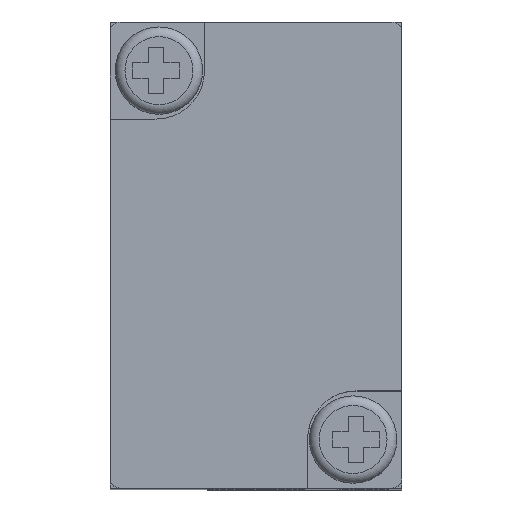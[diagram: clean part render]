
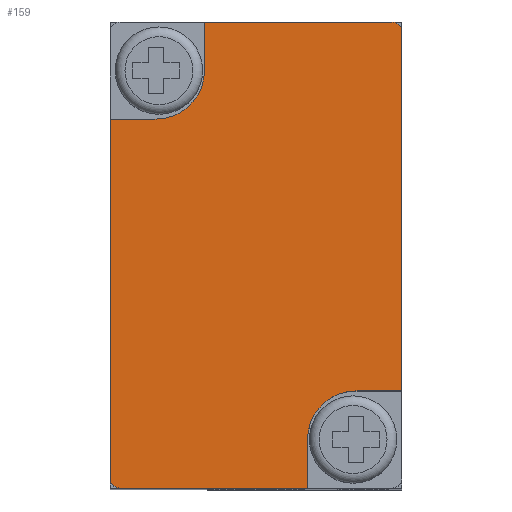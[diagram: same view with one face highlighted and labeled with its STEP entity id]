
A CAD part, top view. The second image highlights one B-rep face of the part: STEP entity #159.
In plain terms, the highlighted planar face has unit normal (0, 0, 1).
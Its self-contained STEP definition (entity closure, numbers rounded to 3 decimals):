
#159 = ADVANCED_FACE( '', ( #409 ), #410, .T. );
#409 = FACE_OUTER_BOUND( '', #721, .T. );
#410 = PLANE( '', #722 );
#721 = EDGE_LOOP( '', ( #1420, #1421, #1422, #1423, #1424, #1425, #1426, #1427, #1428, #1429, #1430, #1431 ) );
#722 = AXIS2_PLACEMENT_3D( '', #1432, #1433, #1434 );
#1420 = ORIENTED_EDGE( '', *, *, #2021, .T. );
#1421 = ORIENTED_EDGE( '', *, *, #2022, .T. );
#1422 = ORIENTED_EDGE( '', *, *, #2023, .T. );
#1423 = ORIENTED_EDGE( '', *, *, #2024, .T. );
#1424 = ORIENTED_EDGE( '', *, *, #2025, .T. );
#1425 = ORIENTED_EDGE( '', *, *, #2026, .F. );
#1426 = ORIENTED_EDGE( '', *, *, #2027, .T. );
#1427 = ORIENTED_EDGE( '', *, *, #2028, .T. );
#1428 = ORIENTED_EDGE( '', *, *, #2029, .T. );
#1429 = ORIENTED_EDGE( '', *, *, #2030, .T. );
#1430 = ORIENTED_EDGE( '', *, *, #2031, .T. );
#1431 = ORIENTED_EDGE( '', *, *, #2032, .F. );
#1432 = CARTESIAN_POINT( '', ( -7., -11.5, 0. ) );
#1433 = DIRECTION( '', ( 0., 0., 1. ) );
#1434 = DIRECTION( '', ( 1., 0., 0. ) );
#2021 = EDGE_CURVE( '', #2484, #2485, #2486, .T. );
#2022 = EDGE_CURVE( '', #2485, #2487, #2488, .T. );
#2023 = EDGE_CURVE( '', #2487, #2489, #2490, .T. );
#2024 = EDGE_CURVE( '', #2489, #2491, #2492, .T. );
#2025 = EDGE_CURVE( '', #2491, #2493, #2494, .T. );
#2026 = EDGE_CURVE( '', #2495, #2493, #2496, .T. );
#2027 = EDGE_CURVE( '', #2495, #2497, #2498, .T. );
#2028 = EDGE_CURVE( '', #2497, #2499, #2500, .T. );
#2029 = EDGE_CURVE( '', #2499, #2501, #2502, .T. );
#2030 = EDGE_CURVE( '', #2501, #2503, #2504, .T. );
#2031 = EDGE_CURVE( '', #2503, #2505, #2506, .T. );
#2032 = EDGE_CURVE( '', #2484, #2505, #2507, .T. );
#2484 = VERTEX_POINT( '', #3147 );
#2485 = VERTEX_POINT( '', #3148 );
#2486 = LINE( '', #3149, #3150 );
#2487 = VERTEX_POINT( '', #3151 );
#2488 = LINE( '', #3152, #3153 );
#2489 = VERTEX_POINT( '', #3154 );
#2490 = CIRCLE( '', #3155, 0.5 );
#2491 = VERTEX_POINT( '', #3156 );
#2492 = LINE( '', #3157, #3158 );
#2493 = VERTEX_POINT( '', #3159 );
#2494 = LINE( '', #3160, #3161 );
#2495 = VERTEX_POINT( '', #3162 );
#2496 = CIRCLE( '', #3163, 2.5 );
#2497 = VERTEX_POINT( '', #3164 );
#2498 = LINE( '', #3165, #3166 );
#2499 = VERTEX_POINT( '', #3167 );
#2500 = LINE( '', #3168, #3169 );
#2501 = VERTEX_POINT( '', #3170 );
#2502 = CIRCLE( '', #3171, 0.5 );
#2503 = VERTEX_POINT( '', #3172 );
#2504 = LINE( '', #3173, #3174 );
#2505 = VERTEX_POINT( '', #3175 );
#2506 = LINE( '', #3176, #3177 );
#2507 = CIRCLE( '', #3178, 2.5 );
#3147 = CARTESIAN_POINT( '', ( -5.15, 7., 0. ) );
#3148 = CARTESIAN_POINT( '', ( -7.5, 7., 0. ) );
#3149 = CARTESIAN_POINT( '', ( -5.15, 7., 0. ) );
#3150 = VECTOR( '', #3673, 1000. );
#3151 = CARTESIAN_POINT( '', ( -7.5, -11.5, 0. ) );
#3152 = CARTESIAN_POINT( '', ( -7.5, 7., 0. ) );
#3153 = VECTOR( '', #3674, 1000. );
#3154 = CARTESIAN_POINT( '', ( -7., -12., 0. ) );
#3155 = AXIS2_PLACEMENT_3D( '', #3675, #3676, #3677 );
#3156 = CARTESIAN_POINT( '', ( 2.65, -12., 0. ) );
#3157 = CARTESIAN_POINT( '', ( -7., -12., 0. ) );
#3158 = VECTOR( '', #3678, 1000. );
#3159 = CARTESIAN_POINT( '', ( 2.65, -9.5, 0. ) );
#3160 = CARTESIAN_POINT( '', ( 2.65, -12., 0. ) );
#3161 = VECTOR( '', #3679, 1000. );
#3162 = CARTESIAN_POINT( '', ( 5.15, -7., 0. ) );
#3163 = AXIS2_PLACEMENT_3D( '', #3680, #3681, #3682 );
#3164 = CARTESIAN_POINT( '', ( 7.5, -7., 0. ) );
#3165 = CARTESIAN_POINT( '', ( 5.15, -7., 0. ) );
#3166 = VECTOR( '', #3683, 1000. );
#3167 = CARTESIAN_POINT( '', ( 7.5, 11.5, 0. ) );
#3168 = CARTESIAN_POINT( '', ( 7.5, -7., 0. ) );
#3169 = VECTOR( '', #3684, 1000. );
#3170 = CARTESIAN_POINT( '', ( 7., 12., 0. ) );
#3171 = AXIS2_PLACEMENT_3D( '', #3685, #3686, #3687 );
#3172 = CARTESIAN_POINT( '', ( -2.65, 12., 0. ) );
#3173 = CARTESIAN_POINT( '', ( 7., 12., 0. ) );
#3174 = VECTOR( '', #3688, 1000. );
#3175 = CARTESIAN_POINT( '', ( -2.65, 9.5, 0. ) );
#3176 = CARTESIAN_POINT( '', ( -2.65, 12., 0. ) );
#3177 = VECTOR( '', #3689, 1000. );
#3178 = AXIS2_PLACEMENT_3D( '', #3690, #3691, #3692 );
#3673 = DIRECTION( '', ( -1., 0., 0. ) );
#3674 = DIRECTION( '', ( 0., -1., 0. ) );
#3675 = CARTESIAN_POINT( '', ( -7., -11.5, 0. ) );
#3676 = DIRECTION( '', ( 0., 0., 1. ) );
#3677 = DIRECTION( '', ( 1., 0., 0. ) );
#3678 = DIRECTION( '', ( 1., 0., 0. ) );
#3679 = DIRECTION( '', ( 0., 1., 0. ) );
#3680 = CARTESIAN_POINT( '', ( 5.15, -9.5, 0. ) );
#3681 = DIRECTION( '', ( 0., 0., 1. ) );
#3682 = DIRECTION( '', ( 1., 0., 0. ) );
#3683 = DIRECTION( '', ( 1., 0., 0. ) );
#3684 = DIRECTION( '', ( 0., 1., 0. ) );
#3685 = CARTESIAN_POINT( '', ( 7., 11.5, 0. ) );
#3686 = DIRECTION( '', ( 0., 0., 1. ) );
#3687 = DIRECTION( '', ( 1., 0., 0. ) );
#3688 = DIRECTION( '', ( -1., 0., 0. ) );
#3689 = DIRECTION( '', ( 0., -1., 0. ) );
#3690 = CARTESIAN_POINT( '', ( -5.15, 9.5, 0. ) );
#3691 = DIRECTION( '', ( 0., 0., 1. ) );
#3692 = DIRECTION( '', ( 1., 0., 0. ) );
